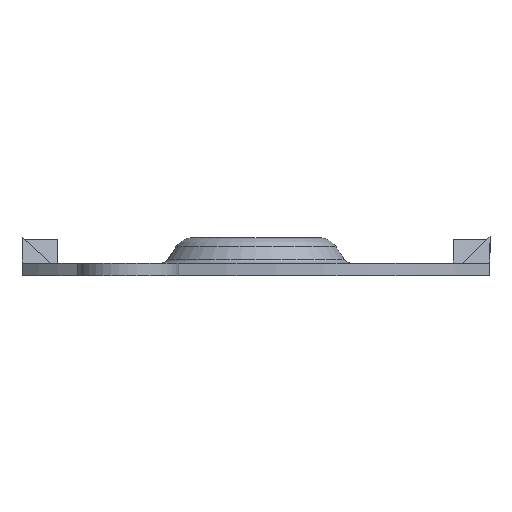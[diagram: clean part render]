
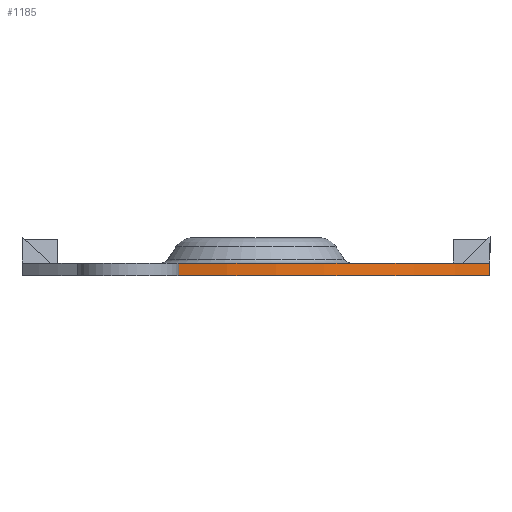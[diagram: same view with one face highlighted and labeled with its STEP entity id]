
A CAD part, front view. The second image highlights one B-rep face of the part: STEP entity #1185.
In plain terms, the highlighted cylindrical face has radius 12.5 mm (diameter 25 mm), a partial arc.
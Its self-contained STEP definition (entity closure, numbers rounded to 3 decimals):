
#24 = DIRECTION ( 'NONE',  ( 0., 0., 1. ) ) ;
#52 = DIRECTION ( 'NONE',  ( 1., 0., 0. ) ) ;
#53 = CARTESIAN_POINT ( 'NONE',  ( -3.05, 9.378, 0. ) ) ;
#165 = FACE_OUTER_BOUND ( 'NONE', #447, .T. ) ;
#186 = VERTEX_POINT ( 'NONE', #53 ) ;
#259 = CARTESIAN_POINT ( 'NONE',  ( 0., 21.5, 0. ) ) ;
#395 = ORIENTED_EDGE ( 'NONE', *, *, #1301, .F. ) ;
#447 = EDGE_LOOP ( 'NONE', ( #603, #635, #395, #463 ) ) ;
#463 = ORIENTED_EDGE ( 'NONE', *, *, #533, .T. ) ;
#533 = EDGE_CURVE ( 'NONE', #1175, #186, #1922, .T. ) ;
#576 = AXIS2_PLACEMENT_3D ( 'NONE', #1022, #24, #52 ) ;
#603 = ORIENTED_EDGE ( 'NONE', *, *, #1613, .T. ) ;
#635 = ORIENTED_EDGE ( 'NONE', *, *, #966, .F. ) ;
#721 = CIRCLE ( 'NONE', #999, 12.5 ) ;
#758 = DIRECTION ( 'NONE',  ( 0., 0., -1. ) ) ;
#943 = CYLINDRICAL_SURFACE ( 'NONE', #1061, 12.5 ) ;
#966 = EDGE_CURVE ( 'NONE', #1429, #1513, #1640, .T. ) ;
#999 = AXIS2_PLACEMENT_3D ( 'NONE', #259, #1618, #2097 ) ;
#1022 = CARTESIAN_POINT ( 'NONE',  ( 0., 21.5, 0.5 ) ) ;
#1061 = AXIS2_PLACEMENT_3D ( 'NONE', #1298, #758, #1794 ) ;
#1123 = CARTESIAN_POINT ( 'NONE',  ( 9.25, 13.092, 0. ) ) ;
#1175 = VERTEX_POINT ( 'NONE', #2089 ) ;
#1185 = ADVANCED_FACE ( 'NONE', ( #165 ), #943, .T. ) ;
#1298 = CARTESIAN_POINT ( 'NONE',  ( 0., 21.5, 0.5 ) ) ;
#1301 = EDGE_CURVE ( 'NONE', #1175, #1429, #1937, .T. ) ;
#1341 = CARTESIAN_POINT ( 'NONE',  ( -3.05, 9.378, 0.5 ) ) ;
#1373 = VECTOR ( 'NONE', #1622, 1000. ) ;
#1429 = VERTEX_POINT ( 'NONE', #2077 ) ;
#1459 = VECTOR ( 'NONE', #2143, 1000. ) ;
#1513 = VERTEX_POINT ( 'NONE', #1123 ) ;
#1613 = EDGE_CURVE ( 'NONE', #186, #1513, #721, .T. ) ;
#1618 = DIRECTION ( 'NONE',  ( 0., 0., 1. ) ) ;
#1622 = DIRECTION ( 'NONE',  ( 0., 0., -1. ) ) ;
#1640 = LINE ( 'NONE', #1682, #1459 ) ;
#1682 = CARTESIAN_POINT ( 'NONE',  ( 9.25, 13.092, 0.5 ) ) ;
#1794 = DIRECTION ( 'NONE',  ( -1., 0., 0. ) ) ;
#1922 = LINE ( 'NONE', #1341, #1373 ) ;
#1937 = CIRCLE ( 'NONE', #576, 12.5 ) ;
#2077 = CARTESIAN_POINT ( 'NONE',  ( 9.25, 13.092, 0.5 ) ) ;
#2089 = CARTESIAN_POINT ( 'NONE',  ( -3.05, 9.378, 0.5 ) ) ;
#2097 = DIRECTION ( 'NONE',  ( 1., 0., 0. ) ) ;
#2143 = DIRECTION ( 'NONE',  ( 0., 0., -1. ) ) ;
